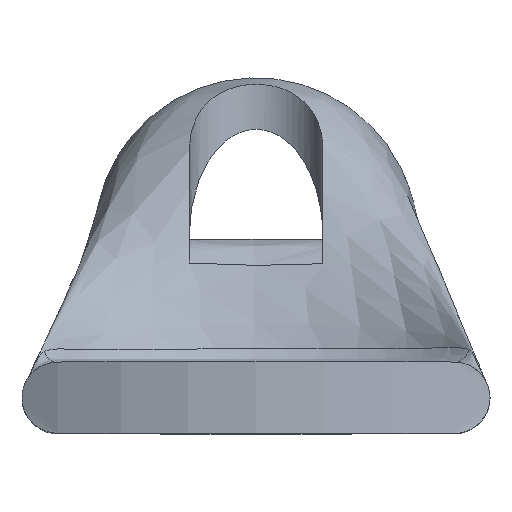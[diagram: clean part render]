
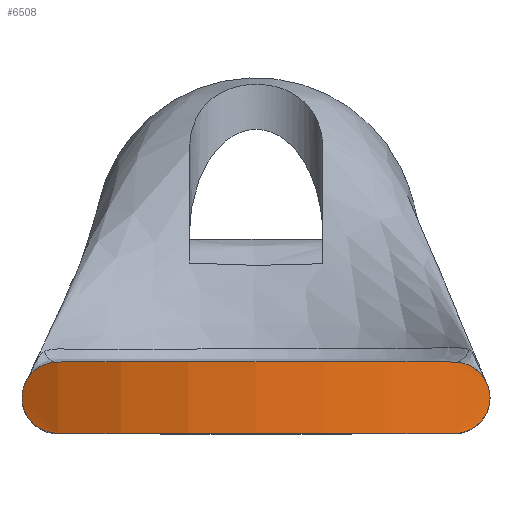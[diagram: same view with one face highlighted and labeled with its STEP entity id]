
A CAD part, top view. The second image highlights one B-rep face of the part: STEP entity #6508.
In plain terms, the highlighted cylindrical face has radius 20 mm (diameter 40 mm), a partial arc.
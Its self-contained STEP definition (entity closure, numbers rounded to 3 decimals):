
#4448=CARTESIAN_POINT('',(-8.9,-5.55,46.911));
#4449=VERTEX_POINT('',#4448);
#4456=CARTESIAN_POINT('',(8.9,-5.55,46.911));
#4457=VERTEX_POINT('',#4456);
#4458=CARTESIAN_POINT('',(0.,-5.55,29.));
#4459=DIRECTION('',(0.,1.0,0.));
#4460=DIRECTION('',(0.525,0.,-0.851));
#4461=AXIS2_PLACEMENT_3D('',#4458,#4459,#4460);
#4462=CIRCLE('',#4461,20.0);
#4463=EDGE_CURVE('',#4449,#4457,#4462,.T.);
#6386=CARTESIAN_POINT('',(8.9,-8.75,46.911));
#6387=VERTEX_POINT('',#6386);
#6394=CARTESIAN_POINT('',(-8.9,-8.75,46.911));
#6395=VERTEX_POINT('',#6394);
#6396=CARTESIAN_POINT('',(0.,-8.75,29.));
#6397=DIRECTION('',(0.,-1.0,0.));
#6398=DIRECTION('',(0.525,0.,-0.851));
#6399=AXIS2_PLACEMENT_3D('',#6396,#6397,#6398);
#6400=CIRCLE('',#6399,20.0);
#6401=EDGE_CURVE('',#6387,#6395,#6400,.T.);
#6425=CARTESIAN_POINT('',(-10.5,-7.15,46.022));
#6426=VERTEX_POINT('',#6425);
#6427=CARTESIAN_POINT('',(-8.9,-8.75,46.911));
#6428=CARTESIAN_POINT('',(-9.106,-8.75,46.808));
#6429=CARTESIAN_POINT('',(-9.325,-8.708,46.695));
#6430=CARTESIAN_POINT('',(-9.729,-8.536,46.476));
#6431=CARTESIAN_POINT('',(-9.914,-8.406,46.371));
#6432=CARTESIAN_POINT('',(-10.189,-8.116,46.211));
#6433=CARTESIAN_POINT('',(-10.304,-7.944,46.142));
#6434=CARTESIAN_POINT('',(-10.46,-7.562,46.047));
#6435=CARTESIAN_POINT('',(-10.5,-7.351,46.022));
#6436=CARTESIAN_POINT('',(-10.5,-7.15,46.022));
#6437=B_SPLINE_CURVE_WITH_KNOTS('',3,(#6427,#6428,#6429,#6430,#6431,#6432,#6433,#6434,#6435,#6436),.UNSPECIFIED.,.F.,.U.,(4,2,2,2,4),(0.764,0.833,0.902,0.962,1.023),.UNSPECIFIED.);
#6438=EDGE_CURVE('',#6395,#6426,#6437,.T.);
#6440=CARTESIAN_POINT('',(-10.5,-7.15,46.022));
#6441=CARTESIAN_POINT('',(-10.5,-6.949,46.022));
#6442=CARTESIAN_POINT('',(-10.46,-6.738,46.047));
#6443=CARTESIAN_POINT('',(-10.304,-6.356,46.142));
#6444=CARTESIAN_POINT('',(-10.189,-6.184,46.211));
#6445=CARTESIAN_POINT('',(-9.914,-5.894,46.371));
#6446=CARTESIAN_POINT('',(-9.729,-5.764,46.476));
#6447=CARTESIAN_POINT('',(-9.325,-5.592,46.695));
#6448=CARTESIAN_POINT('',(-9.106,-5.55,46.808));
#6449=CARTESIAN_POINT('',(-8.9,-5.55,46.911));
#6450=B_SPLINE_CURVE_WITH_KNOTS('',3,(#6440,#6441,#6442,#6443,#6444,#6445,#6446,#6447,#6448,#6449),.UNSPECIFIED.,.F.,.U.,(4,2,2,2,4),(1.023,1.083,1.143,1.212,1.281),.UNSPECIFIED.);
#6451=EDGE_CURVE('',#6426,#4449,#6450,.T.);
#6469=CARTESIAN_POINT('',(0.,-5.55,29.));
#6470=DIRECTION('',(0.,-1.0,0.0));
#6471=DIRECTION('',(0.525,0.,-0.851));
#6472=AXIS2_PLACEMENT_3D('',#6469,#6470,#6471);
#6473=CYLINDRICAL_SURFACE('',#6472,20.0);
#6474=CARTESIAN_POINT('',(10.5,-7.15,46.022));
#6475=VERTEX_POINT('',#6474);
#6476=CARTESIAN_POINT('',(10.5,-7.15,46.022));
#6477=CARTESIAN_POINT('',(10.5,-7.351,46.022));
#6478=CARTESIAN_POINT('',(10.46,-7.562,46.047));
#6479=CARTESIAN_POINT('',(10.304,-7.944,46.142));
#6480=CARTESIAN_POINT('',(10.189,-8.116,46.211));
#6481=CARTESIAN_POINT('',(9.914,-8.406,46.371));
#6482=CARTESIAN_POINT('',(9.729,-8.536,46.476));
#6483=CARTESIAN_POINT('',(9.325,-8.708,46.695));
#6484=CARTESIAN_POINT('',(9.106,-8.75,46.808));
#6485=CARTESIAN_POINT('',(8.9,-8.75,46.911));
#6486=B_SPLINE_CURVE_WITH_KNOTS('',3,(#6476,#6477,#6478,#6479,#6480,#6481,#6482,#6483,#6484,#6485),.UNSPECIFIED.,.F.,.U.,(4,2,2,2,4),(0.511,0.571,0.632,0.701,0.77),.UNSPECIFIED.);
#6487=EDGE_CURVE('',#6475,#6387,#6486,.T.);
#6488=ORIENTED_EDGE('',*,*,#6487,.F.);
#6489=CARTESIAN_POINT('',(8.9,-5.55,46.911));
#6490=CARTESIAN_POINT('',(9.106,-5.55,46.808));
#6491=CARTESIAN_POINT('',(9.325,-5.592,46.695));
#6492=CARTESIAN_POINT('',(9.729,-5.764,46.476));
#6493=CARTESIAN_POINT('',(9.914,-5.894,46.371));
#6494=CARTESIAN_POINT('',(10.189,-6.184,46.211));
#6495=CARTESIAN_POINT('',(10.304,-6.356,46.142));
#6496=CARTESIAN_POINT('',(10.46,-6.738,46.047));
#6497=CARTESIAN_POINT('',(10.5,-6.949,46.022));
#6498=CARTESIAN_POINT('',(10.5,-7.15,46.022));
#6499=B_SPLINE_CURVE_WITH_KNOTS('',3,(#6489,#6490,#6491,#6492,#6493,#6494,#6495,#6496,#6497,#6498),.UNSPECIFIED.,.F.,.U.,(4,2,2,2,4),(0.253,0.322,0.391,0.451,0.511),.UNSPECIFIED.);
#6500=EDGE_CURVE('',#4457,#6475,#6499,.T.);
#6501=ORIENTED_EDGE('',*,*,#6500,.F.);
#6502=ORIENTED_EDGE('',*,*,#4463,.F.);
#6503=ORIENTED_EDGE('',*,*,#6451,.F.);
#6504=ORIENTED_EDGE('',*,*,#6438,.F.);
#6505=ORIENTED_EDGE('',*,*,#6401,.F.);
#6506=EDGE_LOOP('',(#6488,#6501,#6502,#6503,#6504,#6505));
#6507=FACE_OUTER_BOUND('',#6506,.T.);
#6508=ADVANCED_FACE('',(#6507),#6473,.T.);
